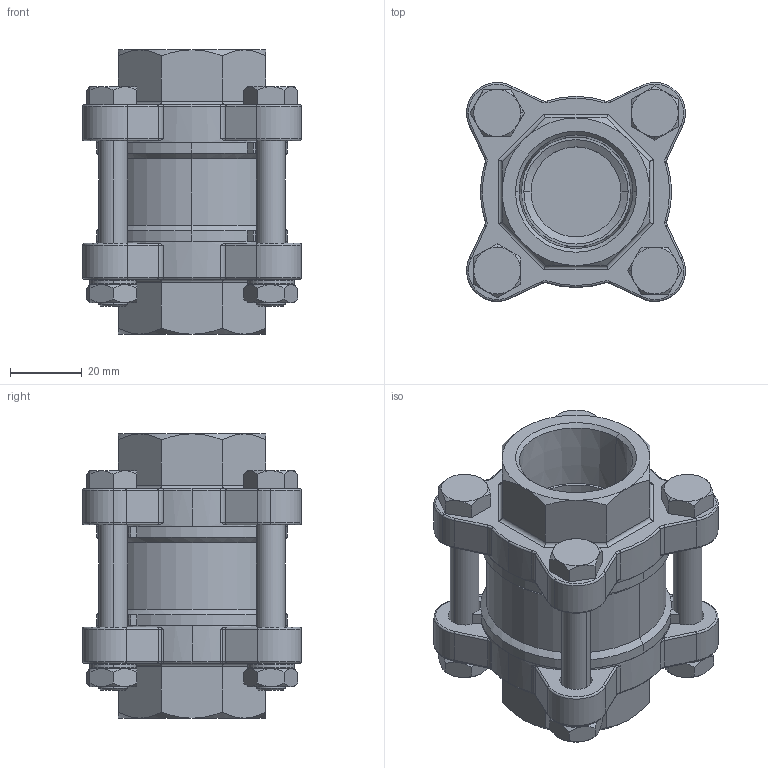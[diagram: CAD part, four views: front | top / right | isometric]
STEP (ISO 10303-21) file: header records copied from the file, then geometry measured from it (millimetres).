
FILE_DESCRIPTION (( 'STEP AP203' ), '1' );
FILE_NAME ('WA-002-S008-PN40-1-TOTAL ASSEMBLY.STEP', '2019-02-14T07:58:12', ( '' ), ( '' ), 'SwSTEP 2.0', 'SolidWorks 2012', '' );
FILE_SCHEMA (( 'CONFIG_CONTROL_DESIGN' ));
Length unit declared in the file: millimetre
Products named in the file (6): WA-002-S008-PN40-1-TOTAL ASSEMBLY; WA-002-S008-PN40-1-WASHER; WA-002-S008-PN40-1-NUT; WA-002-S008-PN40-1-BOLT; WA-002-S008-PN40-1-CAP; WA-002-S008-PN40-1-BODY
Assembly tree (15 placements, depth 2):
  WA-002-S008-PN40-1-TOTAL ASSEMBLY
    WA-002-S008-PN40-1-BODY
    WA-002-S008-PN40-1-CAP  x2
    WA-002-S008-PN40-1-BOLT  x4
    WA-002-S008-PN40-1-NUT  x4
    WA-002-S008-PN40-1-WASHER  x4
Bounding box: 60.8 x 60.8 x 79 mm (x, y, z)
Volume: 134219.5 mm3; surface area: 45182.1 mm2
Topology: 15 solids, 15 shells, 540 faces, 1236 edges, 728 vertices
Faces by surface type: cylinder 174, plane 152, cone 124, torus 90
Entity records: 8261 total; most frequent: CARTESIAN_POINT 1639, DIRECTION 1321, ORIENTED_EDGE 1148, EDGE_CURVE 574, AXIS2_PLACEMENT_3D 562, VERTEX_POINT 340, CIRCLE 299, EDGE_LOOP 260
